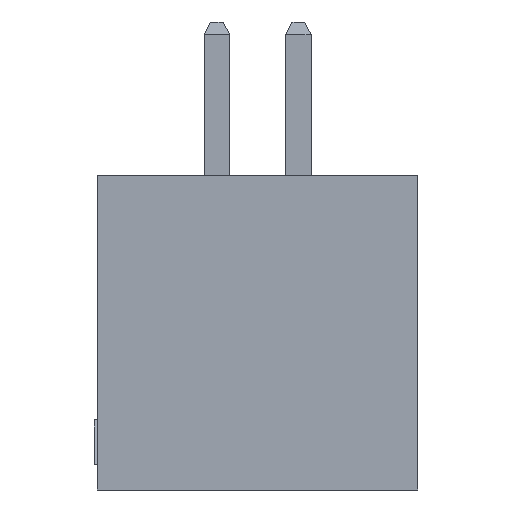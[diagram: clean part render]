
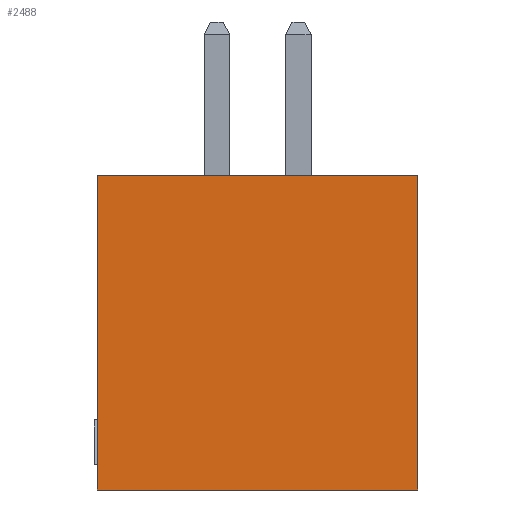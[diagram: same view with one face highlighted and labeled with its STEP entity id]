
A CAD part, front view. The second image highlights one B-rep face of the part: STEP entity #2488.
In plain terms, the highlighted planar face has unit normal (0, -1, 0).
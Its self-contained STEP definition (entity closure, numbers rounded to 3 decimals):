
#17=DIRECTION('',(1.,0.,0.));
#18=VECTOR('',#17,5.);
#19=CARTESIAN_POINT('',(-2.5,-8.255,-2.45));
#20=LINE('',#19,#18);
#473=DIRECTION('',(0.,0.,-1.));
#474=VECTOR('',#473,4.9);
#475=CARTESIAN_POINT('',(-2.5,-8.255,2.45));
#476=LINE('',#475,#474);
#565=DIRECTION('',(0.,0.,1.));
#566=VECTOR('',#565,4.9);
#567=CARTESIAN_POINT('',(2.5,-8.255,-2.45));
#568=LINE('',#567,#566);
#633=DIRECTION('',(-1.,0.,0.));
#634=VECTOR('',#633,5.);
#635=CARTESIAN_POINT('',(2.5,-8.255,2.45));
#636=LINE('',#635,#634);
#1889=CARTESIAN_POINT('',(-2.5,-8.255,2.45));
#1890=CARTESIAN_POINT('',(-2.5,-8.255,-2.45));
#1891=VERTEX_POINT('',#1889);
#1892=VERTEX_POINT('',#1890);
#1893=CARTESIAN_POINT('',(2.5,-8.255,2.45));
#1894=VERTEX_POINT('',#1893);
#1895=CARTESIAN_POINT('',(2.5,-8.255,-2.45));
#1896=VERTEX_POINT('',#1895);
#2473=CARTESIAN_POINT('',(0.,-8.255,0.));
#2474=DIRECTION('',(0.,1.,0.));
#2475=DIRECTION('',(1.,0.,0.));
#2476=AXIS2_PLACEMENT_3D('',#2473,#2474,#2475);
#2477=PLANE('',#2476);
#2479=ORIENTED_EDGE('',*,*,#2478,.F.);
#2481=ORIENTED_EDGE('',*,*,#2480,.F.);
#2483=ORIENTED_EDGE('',*,*,#2482,.F.);
#2485=ORIENTED_EDGE('',*,*,#2484,.F.);
#2486=EDGE_LOOP('',(#2479,#2481,#2483,#2485));
#2487=FACE_OUTER_BOUND('',#2486,.F.);
#2488=ADVANCED_FACE('',(#2487),#2477,.F.);
#2478=EDGE_CURVE('',#1892,#1896,#20,.T.);
#2480=EDGE_CURVE('',#1891,#1892,#476,.T.);
#2482=EDGE_CURVE('',#1894,#1891,#636,.T.);
#2484=EDGE_CURVE('',#1896,#1894,#568,.T.);
